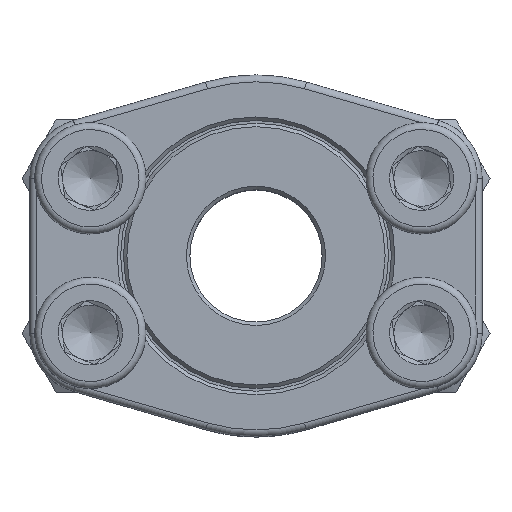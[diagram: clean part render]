
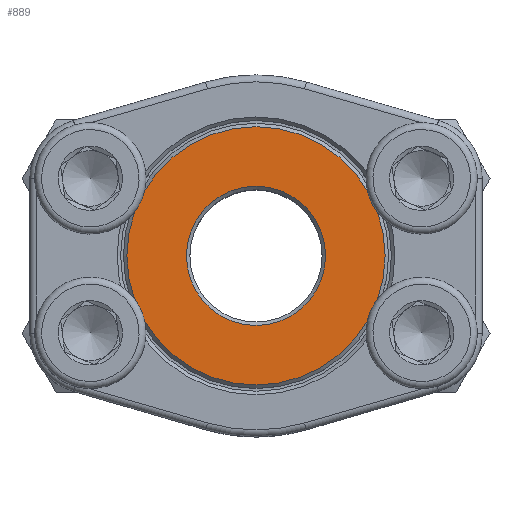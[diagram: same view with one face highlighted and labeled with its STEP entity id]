
A CAD part, top view. The second image highlights one B-rep face of the part: STEP entity #889.
In plain terms, the highlighted face is planar.
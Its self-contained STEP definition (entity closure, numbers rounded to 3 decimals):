
#725=FACE_BOUND('',#1211,.T.);
#726=FACE_BOUND('',#1212,.T.);
#889=ADVANCED_FACE('',(#725,#726),#937,.T.);
#937=PLANE('',#2647);
#1211=EDGE_LOOP('',(#1751));
#1212=EDGE_LOOP('',(#1752));
#1751=ORIENTED_EDGE('',*,*,#2212,.T.);
#1752=ORIENTED_EDGE('',*,*,#2213,.T.);
#1942=VERTEX_POINT('',#4506);
#1943=VERTEX_POINT('',#4508);
#2212=EDGE_CURVE('',#1942,#1942,#2368,.T.);
#2213=EDGE_CURVE('',#1943,#1943,#2369,.T.);
#2368=CIRCLE('',#2645,10.);
#2369=CIRCLE('',#2646,18.55);
#2645=AXIS2_PLACEMENT_3D('',#4505,#3269,#3270);
#2646=AXIS2_PLACEMENT_3D('',#4507,#3271,#3272);
#2647=AXIS2_PLACEMENT_3D('',#4509,#3273,#3274);
#3269=DIRECTION('',(1.,0.,0.));
#3270=DIRECTION('',(0.,0.,1.));
#3271=DIRECTION('',(-1.,0.,0.));
#3272=DIRECTION('',(0.,0.,1.));
#3273=DIRECTION('',(-1.,0.,0.));
#3274=DIRECTION('',(0.,0.,1.));
#4505=CARTESIAN_POINT('',(0.,0.,0.));
#4506=CARTESIAN_POINT('',(0.,0.,10.));
#4507=CARTESIAN_POINT('',(0.,0.,0.));
#4508=CARTESIAN_POINT('',(0.,0.,18.55));
#4509=CARTESIAN_POINT('',(0.,9.5,0.));
